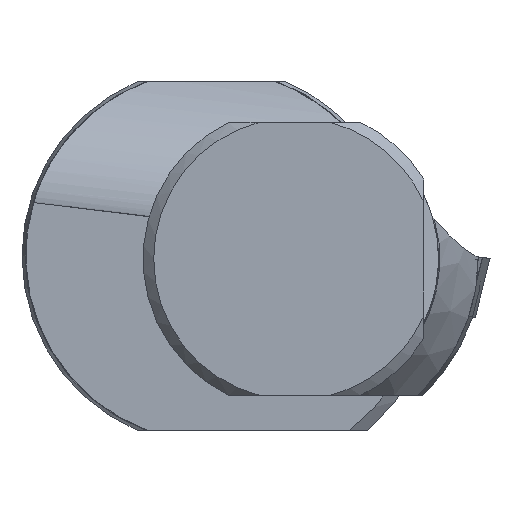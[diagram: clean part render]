
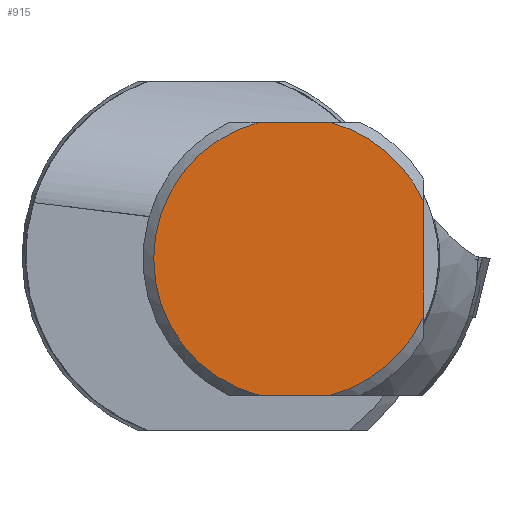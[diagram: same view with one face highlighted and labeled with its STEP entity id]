
A CAD part, left-side view. The second image highlights one B-rep face of the part: STEP entity #915.
In plain terms, the highlighted planar face has unit normal (-1, 0, 0).
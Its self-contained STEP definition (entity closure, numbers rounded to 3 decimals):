
#381=PLANE('',#3011);
#493=FACE_OUTER_BOUND('',#1150,.T.);
#636=LINE('',#5824,#769);
#645=LINE('',#5965,#778);
#651=LINE('',#6025,#784);
#769=VECTOR('',#3551,1.);
#778=VECTOR('',#3562,1.);
#784=VECTOR('',#3580,1.);
#915=ADVANCED_FACE('',(#493),#381,.T.);
#1150=EDGE_LOOP('',(#1844,#1845,#1846,#1847,#1848,#1849));
#1844=ORIENTED_EDGE('',*,*,#2661,.T.);
#1845=ORIENTED_EDGE('',*,*,#2626,.T.);
#1846=ORIENTED_EDGE('',*,*,#2662,.T.);
#1847=ORIENTED_EDGE('',*,*,#2649,.F.);
#1848=ORIENTED_EDGE('',*,*,#2663,.T.);
#1849=ORIENTED_EDGE('',*,*,#2664,.F.);
#2247=VERTEX_POINT('',#5823);
#2248=VERTEX_POINT('',#5825);
#2269=VERTEX_POINT('',#5964);
#2270=VERTEX_POINT('',#5966);
#2281=VERTEX_POINT('',#6021);
#2282=VERTEX_POINT('',#6024);
#2626=EDGE_CURVE('',#2248,#2247,#636,.T.);
#2649=EDGE_CURVE('',#2269,#2270,#645,.T.);
#2661=EDGE_CURVE('',#2281,#2248,#2791,.T.);
#2662=EDGE_CURVE('',#2247,#2270,#2792,.T.);
#2663=EDGE_CURVE('',#2269,#2282,#2793,.T.);
#2664=EDGE_CURVE('',#2281,#2282,#651,.T.);
#2791=CIRCLE('',#3008,9.3);
#2792=CIRCLE('',#3009,9.3);
#2793=CIRCLE('',#3010,9.3);
#3008=AXIS2_PLACEMENT_3D('',#6020,#3574,#3575);
#3009=AXIS2_PLACEMENT_3D('',#6022,#3576,#3577);
#3010=AXIS2_PLACEMENT_3D('',#6023,#3578,#3579);
#3011=AXIS2_PLACEMENT_3D('',#6026,#3581,#3582);
#3551=DIRECTION('',(0.,1.,0.));
#3562=DIRECTION('',(0.,1.,0.));
#3574=DIRECTION('',(-1.,0.,0.));
#3575=DIRECTION('',(0.,0.,-1.));
#3576=DIRECTION('',(-1.,0.,0.));
#3577=DIRECTION('',(0.,0.,-1.));
#3578=DIRECTION('',(-1.,0.,0.));
#3579=DIRECTION('',(0.,0.,-1.));
#3580=DIRECTION('',(0.,0.,-1.));
#3581=DIRECTION('',(-1.,0.,0.));
#3582=DIRECTION('',(0.,0.,-1.));
#5823=CARTESIAN_POINT('',(-251.223,15.304,8.979));
#5824=CARTESIAN_POINT('',(-251.223,12.961,8.979));
#5825=CARTESIAN_POINT('',(-251.223,10.618,8.979));
#5964=CARTESIAN_POINT('',(-251.223,10.618,-9.021));
#5965=CARTESIAN_POINT('',(-251.223,12.961,-9.021));
#5966=CARTESIAN_POINT('',(-251.223,15.304,-9.021));
#6020=CARTESIAN_POINT('',(-251.223,12.961,-0.021));
#6021=CARTESIAN_POINT('',(-251.223,4.461,3.753));
#6022=CARTESIAN_POINT('',(-251.223,12.961,-0.021));
#6023=CARTESIAN_POINT('',(-251.223,12.961,-0.021));
#6024=CARTESIAN_POINT('',(-251.223,4.461,-3.794));
#6025=CARTESIAN_POINT('',(-251.223,4.461,12.329));
#6026=CARTESIAN_POINT('',(-251.223,12.961,-0.021));
